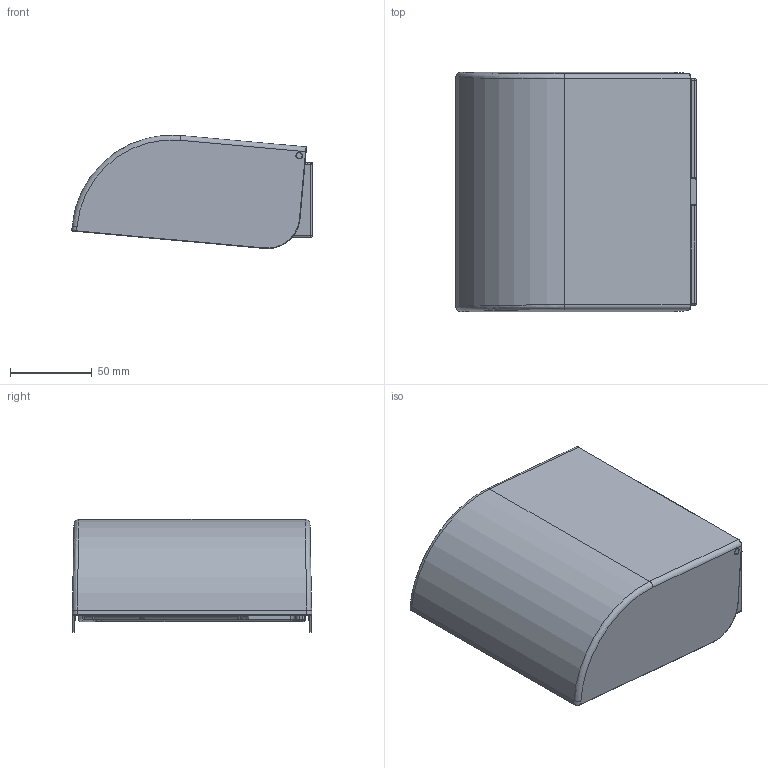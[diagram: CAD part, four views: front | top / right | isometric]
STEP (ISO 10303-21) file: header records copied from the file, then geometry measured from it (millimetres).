
FILE_DESCRIPTION(('CAx-IF Rec.Pracs.---Model Styling and Organization---1.2---2011-12-15','CAx-IF Rec.Pracs.---Geometric and Assembly Validation Properties---4.1---2014-06-16','CAx-IF Rec.Pracs.---PMI Polyline Presentation---2.0---2013-05-24'),'2;1');
FILE_NAME('1000136252_PPR_000.stp','2020-11-05T09:48:13+01:00',(''),(''),'STEP Interface 4.3 by CT CoreTechnologie','3D_Evolution4.3 by CT CoreTechnologie','');
FILE_SCHEMA(('AP203_CONFIGURATION_CONTROLLED_3D_DESIGN_OF_MECHANICAL_PARTS_AND_ASSEMBLIES_MIM_LF'));
Length unit declared in the file: millimetre
Products named in the file (8): P_2 AX Uni.Circular Toilettenp.h.m.Deck. 1000136252_PPR_000_A0; Deckel Papierrollenhalter B&O 1000140046_PPA_000_A4; P_2 Halter Papierrollenhallter B&O 1000148648_PPA_000_A0; P_2 Kappe Papierrollenh. 1000148657_PPA_000_A0; Stift Papierrollenhalter B&O 1000143476_PPA_000_A3; P_2 Welle Papierrollenhalter B&O 1000148647_PPA_000_A0; Scheibe WTM JMM 1000020917_PPA_000_A0; O-Ring 16x2 (EB_d16,4xb2) 1000146388_PPA_000_A0
Assembly tree (13 placements, depth 2):
  P_2 AX Uni.Circular Toilettenp.h.m.Deck. 1000136252_PPR_000_A0
    Deckel Papierrollenhalter B&O 1000140046_PPA_000_A4
    P_2 Halter Papierrollenhallter B&O 1000148648_PPA_000_A0
    P_2 Kappe Papierrollenh. 1000148657_PPA_000_A0  x2
    Stift Papierrollenhalter B&O 1000143476_PPA_000_A3  x2
    P_2 Welle Papierrollenhalter B&O 1000148647_PPA_000_A0
    Scheibe WTM JMM 1000020917_PPA_000_A0  x4
    O-Ring 16x2 (EB_d16,4xb2) 1000146388_PPA_000_A0  x2
Bounding box: 146.71 x 145.99 x 69 mm (x, y, z)
Volume: 234802.3 mm3; surface area: 123087.3 mm2
Topology: 13 solids, 13 shells, 258 faces, 562 edges, 322 vertices
Faces by surface type: bspline 104, cylinder 98, plane 56
Entity records: 15581 total; most frequent: CARTESIAN_POINT 7159, DIRECTION 1038, ORIENTED_EDGE 982, EDGE_CURVE 491, AXIS2_PLACEMENT_3D 420, VERTEX_POINT 284, CIRCLE 275, EDGE_LOOP 227
